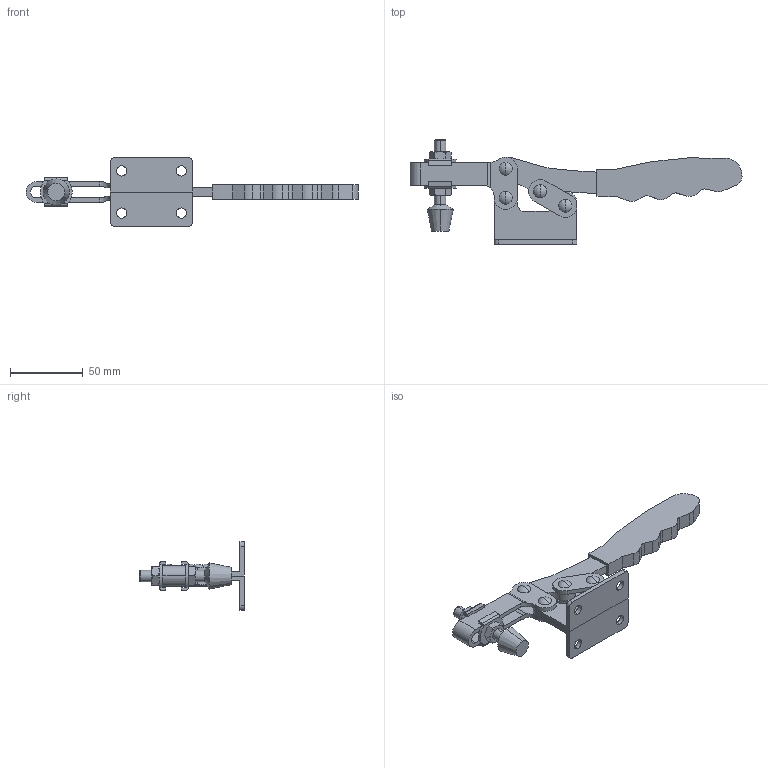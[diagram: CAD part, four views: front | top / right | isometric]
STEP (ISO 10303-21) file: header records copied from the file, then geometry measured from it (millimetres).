
FILE_DESCRIPTION (( 'STEP AP214' ), '1' );
FILE_NAME ('GH-203-P-1.STEP', '2023-11-22T06:22:09', ( '' ), ( '' ), 'SwSTEP 2.0', 'SolidWorks 2016', '' );
FILE_SCHEMA (( 'AUTOMOTIVE_DESIGN' ));
Length unit declared in the file: millimetre
Products named in the file (6): Group4^GH-203-P(?趙); Group3^GH-203-P(?趙); Group2^GH-203-P(?趙); GH-203-P-1; AGH-FC-56212(w16)-1^GH-203-P(?趙); 1203P01-1^GH-203-P(?趙)
Assembly tree (5 placements, depth 2):
  GH-203-P-1
    Group2^GH-203-P(?趙)
    Group3^GH-203-P(?趙)
    Group4^GH-203-P(?趙)
    AGH-FC-56212(w16)-1^GH-203-P(?趙)
    1203P01-1^GH-203-P(?趙)
Bounding box: 228.29 x 72 x 47 mm (x, y, z)
Volume: 66755.8 mm3; surface area: 34380.2 mm2
Topology: 5 solids, 5 shells, 271 faces, 670 edges, 430 vertices
Faces by surface type: plane 116, cylinder 99, cone 32, torus 16, sphere 8
Entity records: 9467 total; most frequent: CARTESIAN_POINT 1547, DIRECTION 1454, ORIENTED_EDGE 1340, EDGE_CURVE 670, AXIS2_PLACEMENT_3D 561, VERTEX_POINT 430, LINE 332, VECTOR 332
